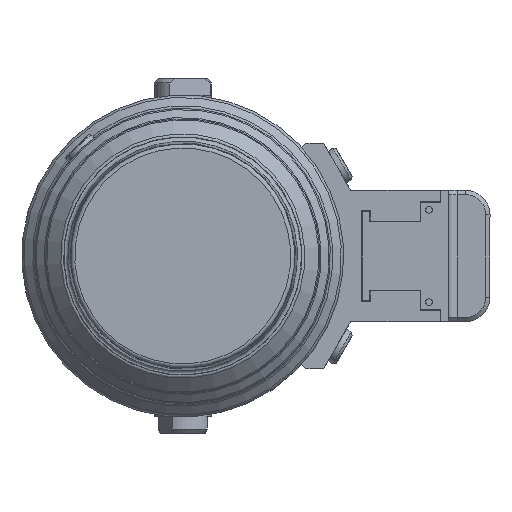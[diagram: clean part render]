
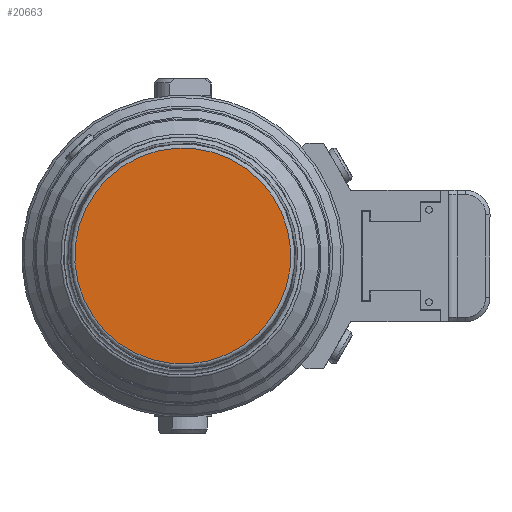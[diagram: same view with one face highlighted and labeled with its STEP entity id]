
A CAD part, front view. The second image highlights one B-rep face of the part: STEP entity #20663.
In plain terms, the highlighted planar face has unit normal (0, -1, 0).
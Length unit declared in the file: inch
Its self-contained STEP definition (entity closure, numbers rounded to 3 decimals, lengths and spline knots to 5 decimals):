
#2044 = DIRECTION ( 'NONE',  ( 0., 1., 0. ) ) ;
#3500 = CARTESIAN_POINT ( 'NONE',  ( 0.66359, -7.26432, 0. ) ) ;
#11470 = EDGE_CURVE ( 'NONE', #33242, #33242, #12740, .T. ) ;
#12740 = CIRCLE ( 'NONE', #36888, 1.64475 ) ;
#20663 = ADVANCED_FACE ( 'Defeatured_2_2', ( #48449 ), #37217, .F. ) ;
#25105 = DIRECTION ( 'NONE',  ( 0., -1., 0. ) ) ;
#29451 = AXIS2_PLACEMENT_3D ( 'NONE', #50235, #2044, #45847 ) ;
#33112 = EDGE_LOOP ( 'NONE', ( #43191 ) ) ;
#33242 = VERTEX_POINT ( 'NONE', #49425 ) ;
#36888 = AXIS2_PLACEMENT_3D ( 'NONE', #3500, #25105, #40497 ) ;
#37217 = PLANE ( 'NONE',  #29451 ) ;
#40497 = DIRECTION ( 'NONE',  ( 0.723, 0., 0.691 ) ) ;
#43191 = ORIENTED_EDGE ( 'NONE', *, *, #11470, .T. ) ;
#45847 = DIRECTION ( 'NONE',  ( 0.723, 0., 0.691 ) ) ;
#48449 = FACE_OUTER_BOUND ( 'NONE', #33112, .T. ) ;
#49425 = CARTESIAN_POINT ( 'NONE',  ( 1.85297, -7.26432, 1.13604 ) ) ;
#50235 = CARTESIAN_POINT ( 'NONE',  ( 0.66359, -7.26432, 0. ) ) ;
